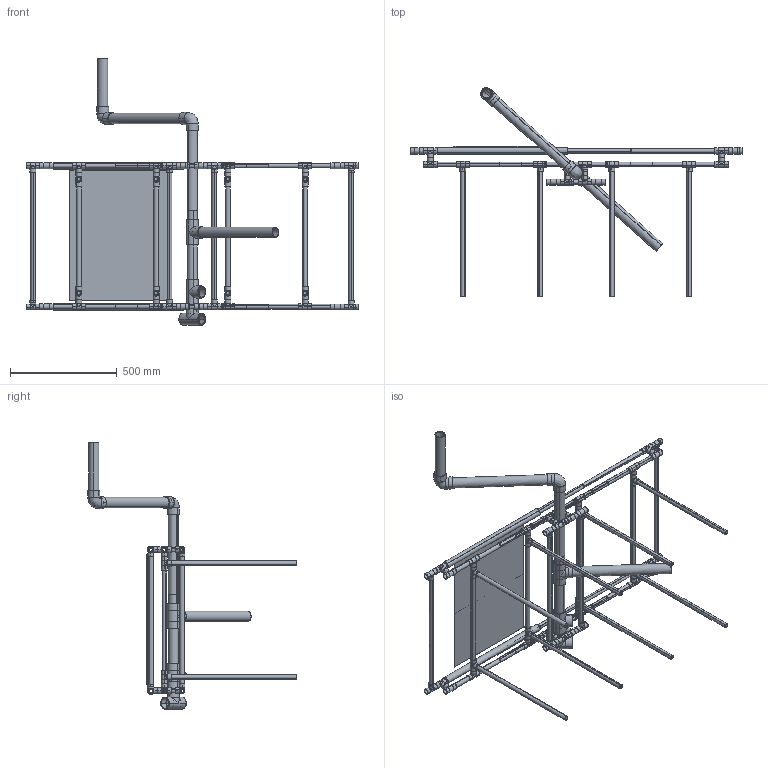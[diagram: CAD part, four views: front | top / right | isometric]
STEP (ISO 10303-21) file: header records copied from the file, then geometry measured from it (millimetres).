
FILE_DESCRIPTION (( 'STEP AP214' ), '1' );
FILE_NAME ('GarlicDrop.STEP', '2019-07-09T04:32:07', ( '' ), ( '' ), 'SwSTEP 2.0', 'SolidWorks 2018', '' );
FILE_SCHEMA (( 'AUTOMOTIVE_DESIGN' ));
Length unit declared in the file: inch
Products named in the file (12): garlicDrop_lever; PVC_Longer; PVC_1_SCH40_Pipe_GarlicDrop_slide; PVC_05_SCH40_Pipe_garlicDrop; PVC_Handle; PVC_1_5_SCH40_T_Slip; GarlicDrop; PVC_05_SCH40_T_Slip; GarlicDrop_cover; PVC_1_5_SCH40_Pipe_garlicDrop; PVC_Short; PVC_1_5_SCH40_Elbow
Assembly tree (90 placements, depth 3):
  GarlicDrop
    PVC_05_SCH40_T_Slip  x40
    PVC_05_SCH40_Pipe_garlicDrop  x18
    garlicDrop_lever
      PVC_1_5_SCH40_Pipe_garlicDrop  x4
      PVC_1_5_SCH40_Elbow  x2
      PVC_1_5_SCH40_T_Slip  x3
      PVC_Handle
    PVC_1_SCH40_Pipe_GarlicDrop_slide  x2
    GarlicDrop_cover
    PVC_Longer  x12
    PVC_Short  x6
Bounding box: 1555.75 x 976.59 x 1247.52 mm (x, y, z)
Volume: 5372682.8 mm3; surface area: 3911041.8 mm2
Topology: 44 solids, 134 shells, 980 faces, 2494 edges, 1778 vertices
Faces by surface type: cylinder 610, plane 364, bspline 6
Entity records: 7919 total; most frequent: CARTESIAN_POINT 4686, DIRECTION 604, ORIENTED_EDGE 402, AXIS2_PLACEMENT_3D 261, EDGE_CURVE 217, VERTEX_POINT 152, EDGE_LOOP 119, PRODUCT_DEFINITION_SHAPE 102
